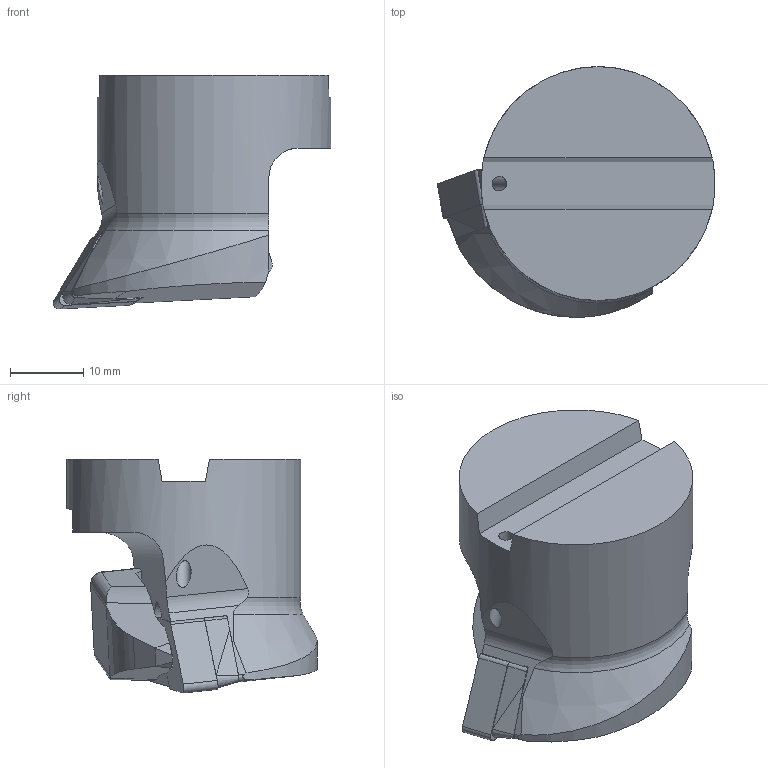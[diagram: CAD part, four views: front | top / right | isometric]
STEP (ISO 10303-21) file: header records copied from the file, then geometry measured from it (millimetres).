
FILE_DESCRIPTION((''),'1');
FILE_NAME('B32-DDUNR-22032-15.stp','2024-01-05T07:18:14',(''),(''),'Spatial Interop R21 SP3','Kubotek KeyCreator 2011 V10.0.2 (22737)',' ');
FILE_SCHEMA(('automotive_design'));
Length unit declared in the file: millimetre
Products named in the file (4): 240[2]; 242[4]; 241[3]
Bounding box: 37.97 x 34.25 x 32 mm (x, y, z)
Volume: 17526.1 mm3; surface area: 6124.5 mm2
Topology: 4 solids, 4 shells, 90 faces, 253 edges, 169 vertices
Faces by surface type: plane 50, cylinder 32, cone 5, bspline 2, torus 1
Full cylindrical faces by diameter (mm): 2 x2, 3.81 x1, 4.5 x1, 32 x1
Entity records: 5457 total; most frequent: CARTESIAN_POINT 922, ORIENTED_EDGE 482, PRESENTATION_STYLE_ASSIGNMENT 427, COLOUR_RGB 427, DIRECTION 412, STYLED_ITEM 334, CURVE_STYLE 334, DRAUGHTING_PRE_DEFINED_CURVE_FONT 334
